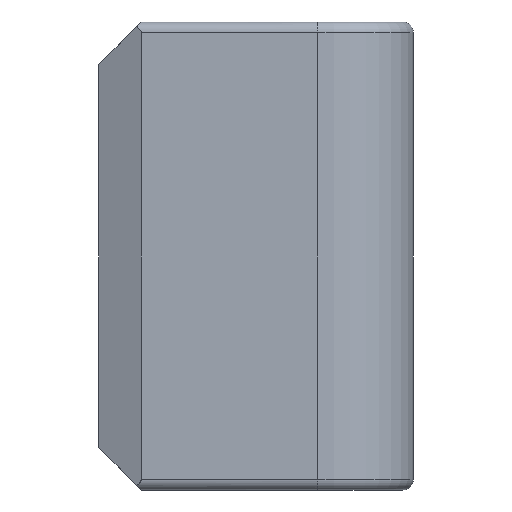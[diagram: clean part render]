
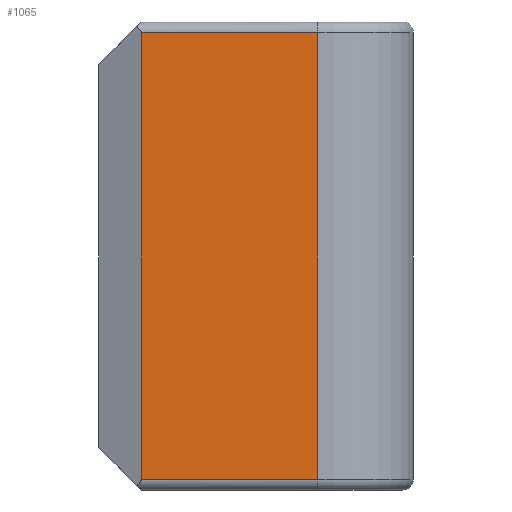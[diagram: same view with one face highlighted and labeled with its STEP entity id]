
A CAD part, front view. The second image highlights one B-rep face of the part: STEP entity #1065.
In plain terms, the highlighted planar face has unit normal (0, -1, 0).
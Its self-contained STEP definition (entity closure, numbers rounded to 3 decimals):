
#34 = VECTOR ( 'NONE', #727, 1000. ) ;
#69 = CARTESIAN_POINT ( 'NONE',  ( -1.28, 0., -0.05 ) ) ;
#88 = DIRECTION ( 'NONE',  ( 0., -1., 0. ) ) ;
#151 = VERTEX_POINT ( 'NONE', #705 ) ;
#162 = CARTESIAN_POINT ( 'NONE',  ( -0.45, 0., -2.15 ) ) ;
#167 = DIRECTION ( 'NONE',  ( -1., 0., 0. ) ) ;
#185 = LINE ( 'NONE', #626, #501 ) ;
#205 = DIRECTION ( 'NONE',  ( 1., 0., 0. ) ) ;
#218 = LINE ( 'NONE', #1063, #948 ) ;
#254 = CARTESIAN_POINT ( 'NONE',  ( -1.28, 0., -2.15 ) ) ;
#372 = EDGE_CURVE ( 'NONE', #1071, #1166, #185, .T. ) ;
#382 = EDGE_CURVE ( 'NONE', #739, #151, #218, .T. ) ;
#385 = ORIENTED_EDGE ( 'NONE', *, *, #672, .F. ) ;
#417 = CARTESIAN_POINT ( 'NONE',  ( -1.28, 0., -0.2 ) ) ;
#437 = LINE ( 'NONE', #450, #34 ) ;
#450 = CARTESIAN_POINT ( 'NONE',  ( -0.45, 0., 2.107 ) ) ;
#453 = CARTESIAN_POINT ( 'NONE',  ( -1.48, 0., 2.107 ) ) ;
#501 = VECTOR ( 'NONE', #167, 1000. ) ;
#550 = ORIENTED_EDGE ( 'NONE', *, *, #382, .F. ) ;
#585 = EDGE_CURVE ( 'NONE', #1166, #739, #714, .T. ) ;
#622 = FACE_OUTER_BOUND ( 'NONE', #858, .T. ) ;
#626 = CARTESIAN_POINT ( 'NONE',  ( -1.48, 0., -2.15 ) ) ;
#627 = PLANE ( 'NONE',  #1069 ) ;
#672 = EDGE_CURVE ( 'NONE', #151, #1071, #437, .T. ) ;
#705 = CARTESIAN_POINT ( 'NONE',  ( -0.45, 0., -0.05 ) ) ;
#714 = LINE ( 'NONE', #417, #1157 ) ;
#727 = DIRECTION ( 'NONE',  ( 0., 0., -1. ) ) ;
#739 = VERTEX_POINT ( 'NONE', #69 ) ;
#750 = ORIENTED_EDGE ( 'NONE', *, *, #585, .F. ) ;
#791 = DIRECTION ( 'NONE',  ( 0., 0., 1. ) ) ;
#858 = EDGE_LOOP ( 'NONE', ( #750, #1101, #385, #550 ) ) ;
#948 = VECTOR ( 'NONE', #205, 1000. ) ;
#1063 = CARTESIAN_POINT ( 'NONE',  ( -1.48, 0., -0.05 ) ) ;
#1065 = ADVANCED_FACE ( 'NONE', ( #622 ), #627, .T. ) ;
#1069 = AXIS2_PLACEMENT_3D ( 'NONE', #453, #88, #1194 ) ;
#1071 = VERTEX_POINT ( 'NONE', #162 ) ;
#1101 = ORIENTED_EDGE ( 'NONE', *, *, #372, .F. ) ;
#1157 = VECTOR ( 'NONE', #791, 1000. ) ;
#1166 = VERTEX_POINT ( 'NONE', #254 ) ;
#1194 = DIRECTION ( 'NONE',  ( 0., 0., -1. ) ) ;
